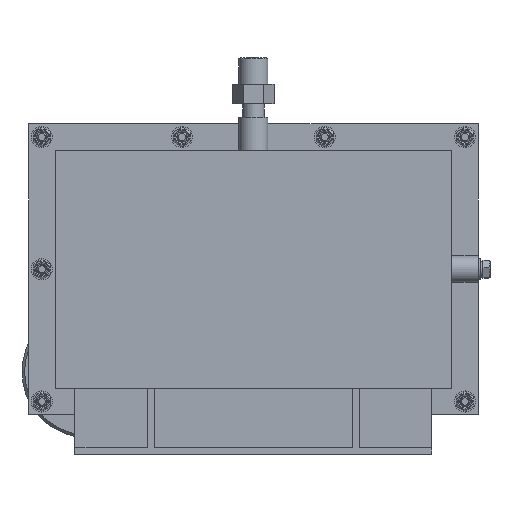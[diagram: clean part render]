
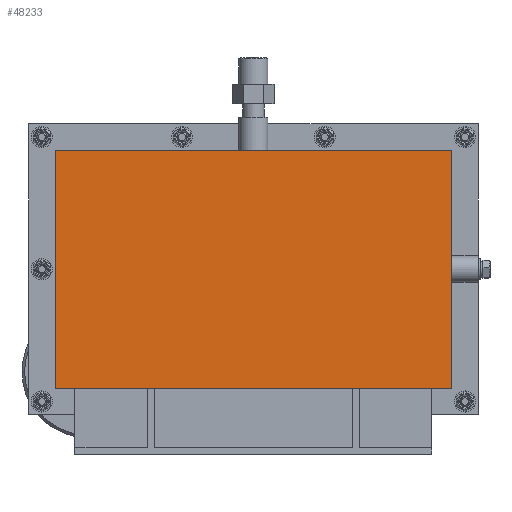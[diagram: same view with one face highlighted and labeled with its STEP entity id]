
A CAD part, front view. The second image highlights one B-rep face of the part: STEP entity #48233.
In plain terms, the highlighted planar face has unit normal (0, -1, 0).
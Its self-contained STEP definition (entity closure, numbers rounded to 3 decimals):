
#1610 = VECTOR ( 'NONE', #21236, 1000. ) ;
#2837 = DIRECTION ( 'NONE',  ( 0., -1., 0. ) ) ;
#3681 = VERTEX_POINT ( 'NONE', #10413 ) ;
#3752 = DIRECTION ( 'NONE',  ( 0., 0., 1. ) ) ;
#5639 = CARTESIAN_POINT ( 'NONE',  ( -30.374, 10.372, 450.125 ) ) ;
#7666 = ORIENTED_EDGE ( 'NONE', *, *, #41910, .T. ) ;
#8283 = EDGE_CURVE ( 'NONE', #3681, #20292, #34311, .T. ) ;
#8583 = VERTEX_POINT ( 'NONE', #46297 ) ;
#9717 = CARTESIAN_POINT ( 'NONE',  ( 269.626, 10.372, 450.125 ) ) ;
#10413 = CARTESIAN_POINT ( 'NONE',  ( 269.626, 10.372, 630.125 ) ) ;
#14264 = ORIENTED_EDGE ( 'NONE', *, *, #46496, .T. ) ;
#14987 = DIRECTION ( 'NONE',  ( -1., 0., 0. ) ) ;
#17760 = ORIENTED_EDGE ( 'NONE', *, *, #8283, .T. ) ;
#18277 = CARTESIAN_POINT ( 'NONE',  ( -30.374, 10.372, 450.125 ) ) ;
#18492 = DIRECTION ( 'NONE',  ( 0., 0., -1. ) ) ;
#20292 = VERTEX_POINT ( 'NONE', #28636 ) ;
#20390 = EDGE_LOOP ( 'NONE', ( #7666, #29251, #14264, #17760 ) ) ;
#21236 = DIRECTION ( 'NONE',  ( 0., 0., -1. ) ) ;
#22831 = EDGE_CURVE ( 'NONE', #43865, #8583, #44762, .T. ) ;
#23184 = LINE ( 'NONE', #38811, #40033 ) ;
#24020 = VECTOR ( 'NONE', #25221, 1000. ) ;
#25221 = DIRECTION ( 'NONE',  ( 1., 0., 0. ) ) ;
#28636 = CARTESIAN_POINT ( 'NONE',  ( -30.374, 10.372, 630.125 ) ) ;
#29251 = ORIENTED_EDGE ( 'NONE', *, *, #22831, .T. ) ;
#29625 = FACE_OUTER_BOUND ( 'NONE', #20390, .T. ) ;
#34311 = LINE ( 'NONE', #50075, #36782 ) ;
#36782 = VECTOR ( 'NONE', #14987, 1000. ) ;
#37893 = CARTESIAN_POINT ( 'NONE',  ( 119.626, 10.372, 540.125 ) ) ;
#38811 = CARTESIAN_POINT ( 'NONE',  ( 269.626, 10.372, 450.125 ) ) ;
#40033 = VECTOR ( 'NONE', #3752, 1000. ) ;
#40661 = LINE ( 'NONE', #5639, #1610 ) ;
#41910 = EDGE_CURVE ( 'NONE', #20292, #43865, #40661, .T. ) ;
#43865 = VERTEX_POINT ( 'NONE', #18277 ) ;
#44762 = LINE ( 'NONE', #9717, #24020 ) ;
#45362 = PLANE ( 'NONE',  #48010 ) ;
#46297 = CARTESIAN_POINT ( 'NONE',  ( 269.626, 10.372, 450.125 ) ) ;
#46496 = EDGE_CURVE ( 'NONE', #8583, #3681, #23184, .T. ) ;
#48010 = AXIS2_PLACEMENT_3D ( 'NONE', #37893, #2837, #18492 ) ;
#48233 = ADVANCED_FACE ( 'NONE', ( #29625 ), #45362, .T. ) ;
#50075 = CARTESIAN_POINT ( 'NONE',  ( 269.626, 10.372, 630.125 ) ) ;
